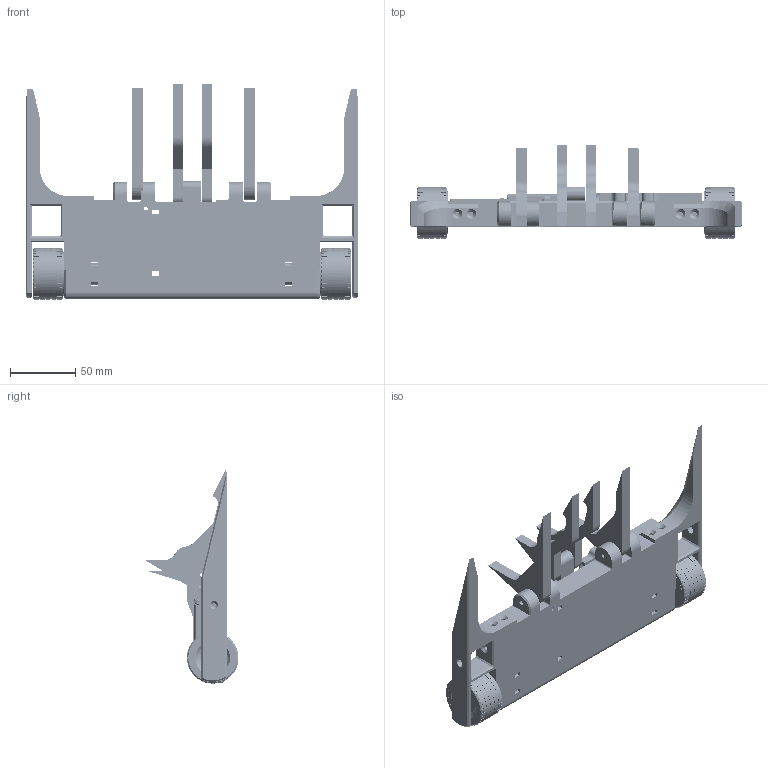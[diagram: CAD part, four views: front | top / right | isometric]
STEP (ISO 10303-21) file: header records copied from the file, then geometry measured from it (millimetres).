
FILE_DESCRIPTION(('FreeCAD Model'),'2;1');
FILE_NAME('Open CASCADE Shape Model','2025-05-02T15:29:12',('FreeCAD'),( 'FreeCAD'),'Open CASCADE STEP processor 7.6','FreeCAD','Unknown');
FILE_SCHEMA(('AUTOMOTIVE_DESIGN { 1 0 10303 214 1 1 1 1 }'));
Products named in the file (1): Open CASCADE STEP translator 7.6 1
Bounding box: 254.87 x 71.38 x 165.21 mm (x, y, z)
Volume: 381776.7 mm3; surface area: 213378.5 mm2
Topology: 64 solids, 64 shells, 5552 faces, 14644 edges, 9490 vertices
Faces by surface type: bspline 5552
Entity records: 228340 total; most frequent: CARTESIAN_POINT 141700, ORIENTED_EDGE 29214, EDGE_CURVE 14607, B_SPLINE_CURVE_WITH_KNOTS 11561, VERTEX_POINT 9490, FACE_BOUND 6125, EDGE_LOOP 6125, ADVANCED_FACE 5552
